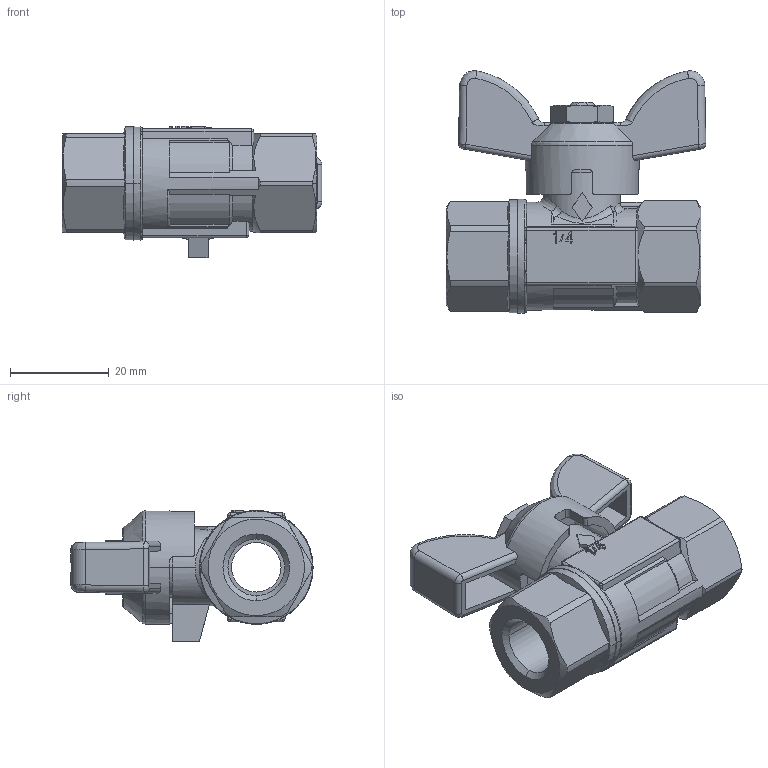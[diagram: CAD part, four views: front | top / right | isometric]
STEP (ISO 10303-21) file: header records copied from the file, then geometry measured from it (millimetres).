
FILE_DESCRIPTION(('Creo Elements/Direct Modeling STEP Export'),'2;1');
FILE_NAME('9000020000.stp','2021-05-19T13:49:18',(''),(''),'Creo Elements/Direct Modeling STEP processor for AP214 (Solid Model)','Creo Elements/Direct Modeling 20.1A 29-Sep-2018 (C) Parametric Technology GmbH','');
FILE_SCHEMA(('AUTOMOTIVE_DESIGN { 1 0 10303 214 1 1 1 1 }'));
Length unit declared in the file: millimetre
Products named in the file (2): 9000020000
Assembly tree (1 placements, depth 2):
  9000020000
    9000020000
Bounding box: 52.5 x 49 x 26.5 mm (x, y, z)
Volume: 21427.8 mm3; surface area: 11262.2 mm2
Topology: 1 solids, 1 shells, 339 faces, 912 edges, 578 vertices
Faces by surface type: plane 135, cylinder 99, cone 61, bspline 25, torus 11, sphere 8
Entity records: 19559 total; most frequent: CARTESIAN_POINT 11051, ORIENTED_EDGE 1808, DIRECTION 1312, EDGE_CURVE 904, VERTEX_POINT 578, AXIS2_PLACEMENT_3D 477, VECTOR 358, LINE 358
